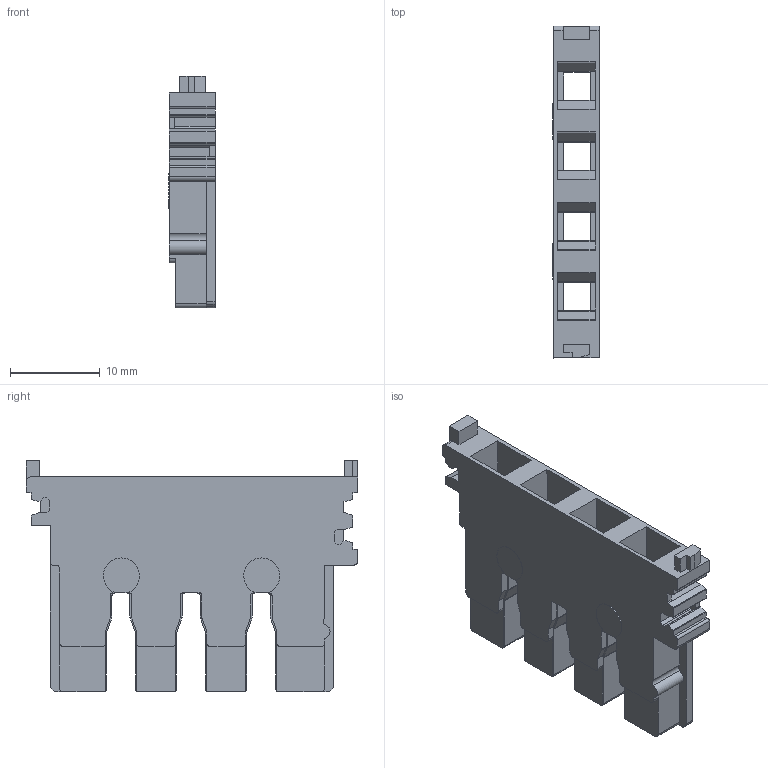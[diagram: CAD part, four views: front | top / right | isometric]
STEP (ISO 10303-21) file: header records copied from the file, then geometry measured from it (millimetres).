
FILE_DESCRIPTION(('CATIA V5R24 STEP','CAx-IF Rec.Pracs.--- Model Styling and Organization---1.2---2011-12-15'),'2;1');
FILE_NAME ('363432_1', '2018-07-20T05:58:27+00:00', ('Weidmueller Interface'), ('Weidmueller'), 'CATIA Version 5-6 Release 2014 SP4 HF52', 'CATIA V5 STEP AP214', 'none');
FILE_SCHEMA(('AUTOMOTIVE_DESIGN { 1 0 10303 214 1 1 1 1 }'));
Length unit declared in the file: millimetre
Products named in the file (1): 1907010000
Bounding box: 5.15 x 36.9 x 25.78 mm (x, y, z)
Volume: 1765.9 mm3; surface area: 3850.7 mm2
Topology: 1 solids, 1 shells, 302 faces, 899 edges, 602 vertices
Faces by surface type: plane 212, cylinder 90
Entity records: 10345 total; most frequent: CARTESIAN_POINT 1898, ORIENTED_EDGE 1798, DIRECTION 1491, EDGE_CURVE 899, VECTOR 713, LINE 713, VERTEX_POINT 602, AXIS2_PLACEMENT_3D 474
